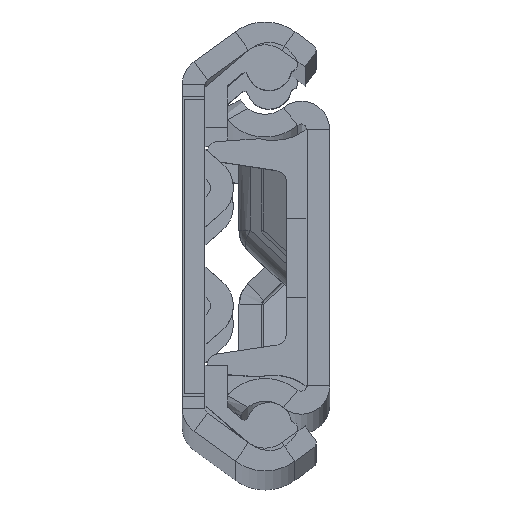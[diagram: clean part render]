
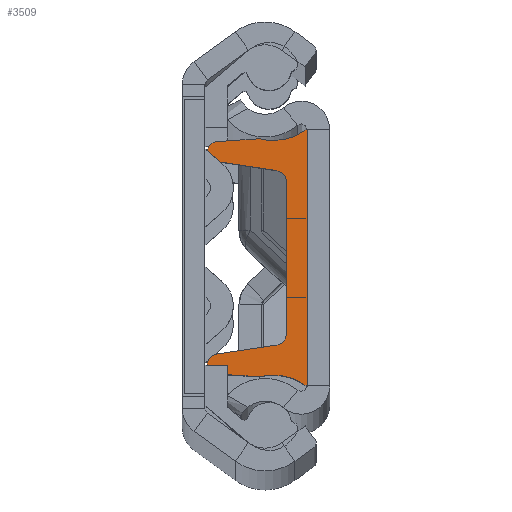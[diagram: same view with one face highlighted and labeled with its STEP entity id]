
A CAD part, top view. The second image highlights one B-rep face of the part: STEP entity #3509.
In plain terms, the highlighted face is planar.
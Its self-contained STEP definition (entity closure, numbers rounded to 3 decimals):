
#21 = VECTOR ( 'NONE', #7084, 1000. ) ;
#127 = ORIENTED_EDGE ( 'NONE', *, *, #7837, .F. ) ;
#167 = CIRCLE ( 'NONE', #4734, 5. ) ;
#231 = CARTESIAN_POINT ( 'NONE',  ( 6., 9.375, 8.8 ) ) ;
#426 = DIRECTION ( 'NONE',  ( 1., 0., 0. ) ) ;
#510 = EDGE_CURVE ( 'NONE', #8567, #7943, #5194, .T. ) ;
#512 = DIRECTION ( 'NONE',  ( 0., 0., -1. ) ) ;
#580 = CARTESIAN_POINT ( 'NONE',  ( 6., -7.136, -1.074 ) ) ;
#623 = VERTEX_POINT ( 'NONE', #2326 ) ;
#640 = AXIS2_PLACEMENT_3D ( 'NONE', #8583, #6806, #4444 ) ;
#693 = AXIS2_PLACEMENT_3D ( 'NONE', #2635, #5599, #8809 ) ;
#1140 = CARTESIAN_POINT ( 'NONE',  ( 6., 7.136, -1.074 ) ) ;
#1148 = ORIENTED_EDGE ( 'NONE', *, *, #10020, .F. ) ;
#1279 = DIRECTION ( 'NONE',  ( 0., 0., -1. ) ) ;
#1429 = VERTEX_POINT ( 'NONE', #1467 ) ;
#1435 = DIRECTION ( 'NONE',  ( 1., 0., 0. ) ) ;
#1467 = CARTESIAN_POINT ( 'NONE',  ( 6., 11.35, 0. ) ) ;
#1526 = CARTESIAN_POINT ( 'NONE',  ( 6., -6.708, 2.8 ) ) ;
#1596 = DIRECTION ( 'NONE',  ( 0., -1., 0. ) ) ;
#1688 = ORIENTED_EDGE ( 'NONE', *, *, #9073, .T. ) ;
#1791 = ORIENTED_EDGE ( 'NONE', *, *, #6783, .F. ) ;
#1851 = EDGE_CURVE ( 'NONE', #3447, #2675, #167, .T. ) ;
#1864 = AXIS2_PLACEMENT_3D ( 'NONE', #8039, #4051, #6679 ) ;
#1873 = CIRCLE ( 'NONE', #6618, 5. ) ;
#1882 = EDGE_CURVE ( 'NONE', #7615, #3639, #9671, .T. ) ;
#1998 = DIRECTION ( 'NONE',  ( 0., 0., -1. ) ) ;
#2074 = ORIENTED_EDGE ( 'NONE', *, *, #7152, .F. ) ;
#2111 = AXIS2_PLACEMENT_3D ( 'NONE', #1526, #6394, #5702 ) ;
#2326 = CARTESIAN_POINT ( 'NONE',  ( 6., -9.375, 8.8 ) ) ;
#2426 = ORIENTED_EDGE ( 'NONE', *, *, #2482, .T. ) ;
#2482 = EDGE_CURVE ( 'NONE', #10057, #3695, #7135, .T. ) ;
#2538 = VECTOR ( 'NONE', #6174, 1000. ) ;
#2635 = CARTESIAN_POINT ( 'NONE',  ( 6., 6.708, 2.8 ) ) ;
#2675 = VERTEX_POINT ( 'NONE', #5036 ) ;
#2682 = DIRECTION ( 'NONE',  ( 0., -0.149, -0.989 ) ) ;
#2796 = ORIENTED_EDGE ( 'NONE', *, *, #1851, .F. ) ;
#3254 = CARTESIAN_POINT ( 'NONE',  ( 6., 10.734, 0.718 ) ) ;
#3302 = ORIENTED_EDGE ( 'NONE', *, *, #6854, .T. ) ;
#3447 = VERTEX_POINT ( 'NONE', #5034 ) ;
#3509 = ADVANCED_FACE ( 'NONE', ( #4550 ), #6026, .T. ) ;
#3639 = VERTEX_POINT ( 'NONE', #6236 ) ;
#3651 = CIRCLE ( 'NONE', #2111, 1. ) ;
#3695 = VERTEX_POINT ( 'NONE', #6299 ) ;
#3699 = ORIENTED_EDGE ( 'NONE', *, *, #7723, .F. ) ;
#3824 = LINE ( 'NONE', #7091, #8114 ) ;
#4015 = VERTEX_POINT ( 'NONE', #7994 ) ;
#4051 = DIRECTION ( 'NONE',  ( 1., 0., 0. ) ) ;
#4340 = DIRECTION ( 'NONE',  ( 1., 0., 0. ) ) ;
#4416 = CIRCLE ( 'NONE', #1864, 0.875 ) ;
#4444 = DIRECTION ( 'NONE',  ( 0., 0., -1. ) ) ;
#4466 = ORIENTED_EDGE ( 'NONE', *, *, #9430, .T. ) ;
#4533 = CARTESIAN_POINT ( 'NONE',  ( 6., 7.697, 2.651 ) ) ;
#4550 = FACE_OUTER_BOUND ( 'NONE', #10067, .T. ) ;
#4631 = VERTEX_POINT ( 'NONE', #7618 ) ;
#4734 = AXIS2_PLACEMENT_3D ( 'NONE', #10179, #6194, #5400 ) ;
#5034 = CARTESIAN_POINT ( 'NONE',  ( 6., -11.35, 0. ) ) ;
#5036 = CARTESIAN_POINT ( 'NONE',  ( 6., -10.5, 4.216 ) ) ;
#5082 = VECTOR ( 'NONE', #2682, 1000. ) ;
#5136 = CIRCLE ( 'NONE', #9163, 0.875 ) ;
#5137 = EDGE_CURVE ( 'NONE', #8579, #4631, #6959, .T. ) ;
#5194 = CIRCLE ( 'NONE', #640, 0.875 ) ;
#5275 = DIRECTION ( 'NONE',  ( 1., 0., 0. ) ) ;
#5400 = DIRECTION ( 'NONE',  ( 0., 0., -1. ) ) ;
#5599 = DIRECTION ( 'NONE',  ( 1., 0., 0. ) ) ;
#5702 = DIRECTION ( 'NONE',  ( 0., 0., -1. ) ) ;
#6026 = PLANE ( 'NONE',  #6285 ) ;
#6075 = CARTESIAN_POINT ( 'NONE',  ( 6., 15.35, 3. ) ) ;
#6100 = VECTOR ( 'NONE', #9874, 1000. ) ;
#6174 = DIRECTION ( 'NONE',  ( 0., 0.149, -0.989 ) ) ;
#6194 = DIRECTION ( 'NONE',  ( 1., 0., 0. ) ) ;
#6236 = CARTESIAN_POINT ( 'NONE',  ( 6., -6.708, 1.8 ) ) ;
#6285 = AXIS2_PLACEMENT_3D ( 'NONE', #7597, #426, #1998 ) ;
#6299 = CARTESIAN_POINT ( 'NONE',  ( 6., 10.248, 7.983 ) ) ;
#6394 = DIRECTION ( 'NONE',  ( 1., 0., 0. ) ) ;
#6503 = CARTESIAN_POINT ( 'NONE',  ( 6., 10.5, 4.216 ) ) ;
#6618 = AXIS2_PLACEMENT_3D ( 'NONE', #6075, #4340, #9920 ) ;
#6668 = CARTESIAN_POINT ( 'NONE',  ( 6., -10.734, 0.718 ) ) ;
#6679 = DIRECTION ( 'NONE',  ( 0., 0., -1. ) ) ;
#6733 = ORIENTED_EDGE ( 'NONE', *, *, #1882, .T. ) ;
#6758 = CIRCLE ( 'NONE', #693, 1. ) ;
#6783 = EDGE_CURVE ( 'NONE', #7615, #9763, #6758, .T. ) ;
#6806 = DIRECTION ( 'NONE',  ( 1., 0., 0. ) ) ;
#6854 = EDGE_CURVE ( 'NONE', #7943, #9763, #8358, .T. ) ;
#6959 = LINE ( 'NONE', #580, #2538 ) ;
#7084 = DIRECTION ( 'NONE',  ( 0., -0.067, 0.998 ) ) ;
#7091 = CARTESIAN_POINT ( 'NONE',  ( 6., 0., 0. ) ) ;
#7131 = CARTESIAN_POINT ( 'NONE',  ( 6., 6.708, 1.8 ) ) ;
#7135 = LINE ( 'NONE', #3254, #21 ) ;
#7152 = EDGE_CURVE ( 'NONE', #1429, #3447, #3824, .T. ) ;
#7196 = EDGE_CURVE ( 'NONE', #8579, #623, #4416, .T. ) ;
#7324 = CARTESIAN_POINT ( 'NONE',  ( 6., 8.51, 8.055 ) ) ;
#7394 = LINE ( 'NONE', #6668, #6100 ) ;
#7597 = CARTESIAN_POINT ( 'NONE',  ( 6., 0., 0. ) ) ;
#7615 = VERTEX_POINT ( 'NONE', #7131 ) ;
#7618 = CARTESIAN_POINT ( 'NONE',  ( 6., -7.697, 2.651 ) ) ;
#7723 = EDGE_CURVE ( 'NONE', #2675, #4015, #7394, .T. ) ;
#7731 = CARTESIAN_POINT ( 'NONE',  ( 6., -9.375, 7.925 ) ) ;
#7837 = EDGE_CURVE ( 'NONE', #10057, #1429, #1873, .T. ) ;
#7847 = ORIENTED_EDGE ( 'NONE', *, *, #5137, .F. ) ;
#7943 = VERTEX_POINT ( 'NONE', #7324 ) ;
#7994 = CARTESIAN_POINT ( 'NONE',  ( 6., -10.248, 7.983 ) ) ;
#8039 = CARTESIAN_POINT ( 'NONE',  ( 6., -9.375, 7.925 ) ) ;
#8114 = VECTOR ( 'NONE', #10301, 1000. ) ;
#8358 = LINE ( 'NONE', #1140, #5082 ) ;
#8567 = VERTEX_POINT ( 'NONE', #231 ) ;
#8579 = VERTEX_POINT ( 'NONE', #8996 ) ;
#8583 = CARTESIAN_POINT ( 'NONE',  ( 6., 9.375, 7.925 ) ) ;
#8654 = CARTESIAN_POINT ( 'NONE',  ( 6., 9.375, 7.925 ) ) ;
#8742 = ORIENTED_EDGE ( 'NONE', *, *, #7196, .T. ) ;
#8809 = DIRECTION ( 'NONE',  ( 0., 0., -1. ) ) ;
#8996 = CARTESIAN_POINT ( 'NONE',  ( 6., -8.51, 8.055 ) ) ;
#9073 = EDGE_CURVE ( 'NONE', #623, #4015, #9328, .T. ) ;
#9163 = AXIS2_PLACEMENT_3D ( 'NONE', #8654, #1435, #1279 ) ;
#9328 = CIRCLE ( 'NONE', #10332, 0.875 ) ;
#9430 = EDGE_CURVE ( 'NONE', #3695, #8567, #5136, .T. ) ;
#9671 = LINE ( 'NONE', #10289, #9944 ) ;
#9763 = VERTEX_POINT ( 'NONE', #4533 ) ;
#9874 = DIRECTION ( 'NONE',  ( 0., 0.067, 0.998 ) ) ;
#9920 = DIRECTION ( 'NONE',  ( 0., 0., -1. ) ) ;
#9944 = VECTOR ( 'NONE', #1596, 1000. ) ;
#10020 = EDGE_CURVE ( 'NONE', #4631, #3639, #3651, .T. ) ;
#10057 = VERTEX_POINT ( 'NONE', #6503 ) ;
#10067 = EDGE_LOOP ( 'NONE', ( #7847, #8742, #1688, #3699, #2796, #2074, #127, #2426, #4466, #10368, #3302, #1791, #6733, #1148 ) ) ;
#10179 = CARTESIAN_POINT ( 'NONE',  ( 6., -15.35, 3. ) ) ;
#10289 = CARTESIAN_POINT ( 'NONE',  ( 6., 0., 1.8 ) ) ;
#10301 = DIRECTION ( 'NONE',  ( 0., -1., 0. ) ) ;
#10332 = AXIS2_PLACEMENT_3D ( 'NONE', #7731, #5275, #512 ) ;
#10368 = ORIENTED_EDGE ( 'NONE', *, *, #510, .T. ) ;
